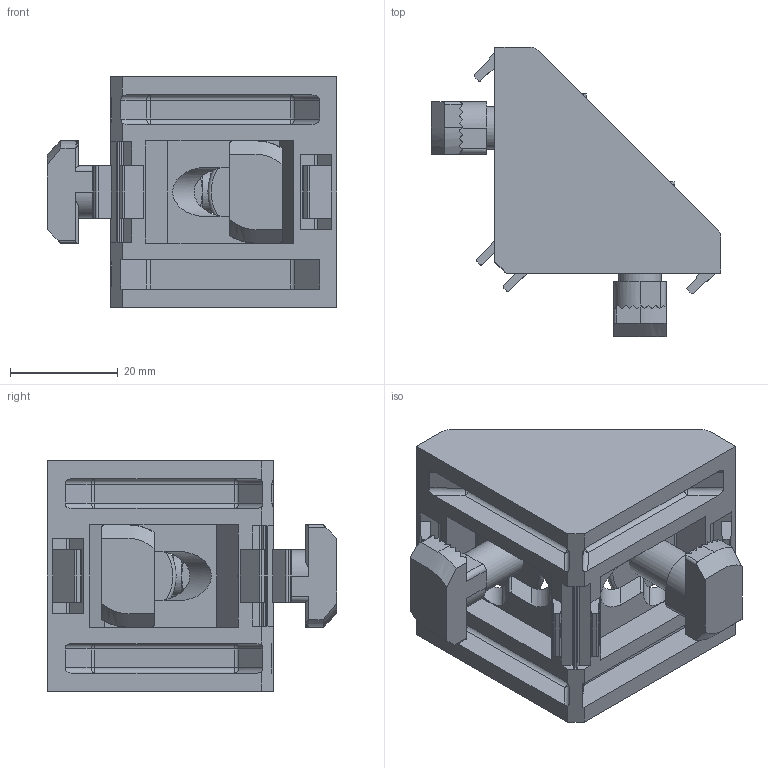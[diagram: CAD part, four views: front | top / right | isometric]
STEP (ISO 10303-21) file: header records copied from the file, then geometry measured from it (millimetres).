
FILE_DESCRIPTION(('STEP AP203'),'1');
FILE_NAME('FIXE10B1237.stp','2023-10-17T13:12:37',(' '),(' '),'Spatial InterOp 3D',' ',' ');
FILE_SCHEMA(('CONFIG_CONTROL_DESIGN'));
Length unit declared in the file: millimetre
Products named in the file (4): Kit équerre Eco T 45x45 avec jeu de fixation; Ecrou rondelle M8; Vis tête marteau 10 M8x25 Ht 4.5; Equerre T 10 45x45
Assembly tree (5 placements, depth 2):
  Kit équerre Eco T 45x45 avec jeu de fixation
    Ecrou rondelle M8  x2
    Vis tête marteau 10 M8x25 Ht 4.5  x2
    Equerre T 10 45x45
Bounding box: 53.8 x 53.8 x 42.88 mm (x, y, z)
Volume: 29302.1 mm3; surface area: 16953.5 mm2
Topology: 5 solids, 5 shells, 374 faces, 1029 edges, 660 vertices
Faces by surface type: plane 247, cylinder 91, cone 16, sphere 12, torus 4, bspline 4
Full cylindrical faces by diameter (mm): 6.8 x2, 8 x2
Entity records: 9487 total; most frequent: CARTESIAN_POINT 1677, DIRECTION 1528, ORIENTED_EDGE 1492, EDGE_CURVE 746, AXIS2_PLACEMENT_3D 525, VERTEX_POINT 485, LINE 478, VECTOR 478
